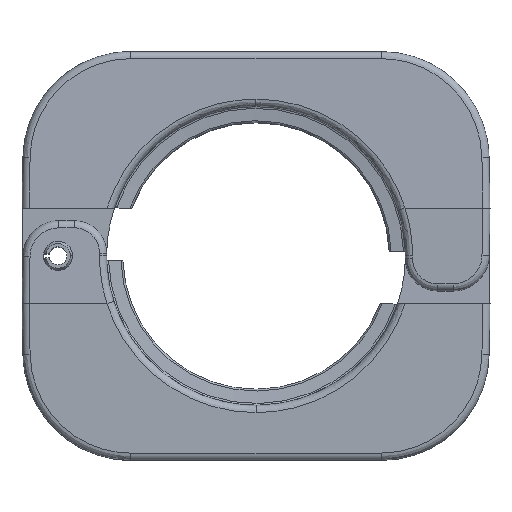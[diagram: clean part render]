
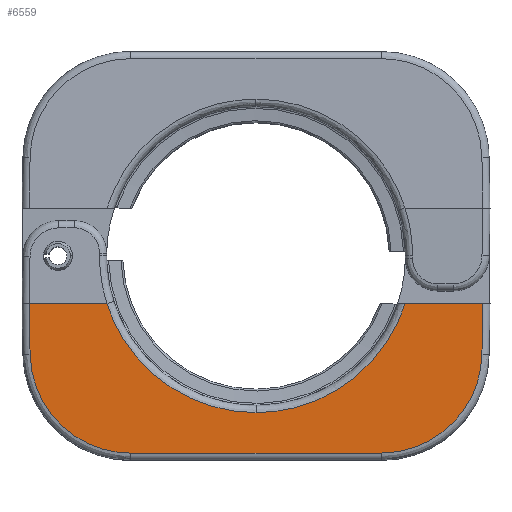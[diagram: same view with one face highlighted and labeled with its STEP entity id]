
A CAD part, top view. The second image highlights one B-rep face of the part: STEP entity #6559.
In plain terms, the highlighted planar face has unit normal (0, -0.018, 1).
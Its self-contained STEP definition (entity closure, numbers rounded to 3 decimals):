
#211 = DIRECTION ( 'NONE',  ( 1., 0., 0. ) ) ;
#892 = ORIENTED_EDGE ( 'NONE', *, *, #1666, .T. ) ;
#1103 = ORIENTED_EDGE ( 'NONE', *, *, #33436, .T. ) ;
#1211 = VECTOR ( 'NONE', #211, 1000. ) ;
#1505 = VERTEX_POINT ( 'NONE', #21786 ) ;
#1613 = CARTESIAN_POINT ( 'NONE',  ( -34.76, 1.965, 22.275 ) ) ;
#1666 = EDGE_CURVE ( 'NONE', #20932, #31793, #14616, .T. ) ;
#1760 = DIRECTION ( 'NONE',  ( 1., 0., 0. ) ) ;
#2390 = VECTOR ( 'NONE', #19731, 1000. ) ;
#2805 = EDGE_CURVE ( 'NONE', #17136, #12058, #18695, .T. ) ;
#3081 = CARTESIAN_POINT ( 'NONE',  ( 41.444, 43.5, 23. ) ) ;
#3412 = ORIENTED_EDGE ( 'NONE', *, *, #27690, .T. ) ;
#3478 = CARTESIAN_POINT ( 'NONE',  ( 62.473, 13.303, 22.473 ) ) ;
#4031 =( BOUNDED_CURVE ( )  B_SPLINE_CURVE ( 3, ( #15510, #24097, #3478, #16668 ),
 .UNSPECIFIED., .F., .F. ) 
 B_SPLINE_CURVE_WITH_KNOTS ( ( 4, 4 ),
 ( 3.142, 4.695 ),
 .UNSPECIFIED. ) 
 CURVE ( )  GEOMETRIC_REPRESENTATION_ITEM ( )  RATIONAL_B_SPLINE_CURVE ( ( 1., 0.809, 0.809, 1. ) ) 
 REPRESENTATION_ITEM ( '' )  );
#4642 = CARTESIAN_POINT ( 'NONE',  ( -34.76, 1.965, 22.275 ) ) ;
#6065 = VERTEX_POINT ( 'NONE', #31341 ) ;
#6110 = VERTEX_POINT ( 'NONE', #33239 ) ;
#6559 = ADVANCED_FACE ( 'NONE', ( #27139 ), #18726, .T. ) ;
#6711 = EDGE_CURVE ( 'NONE', #6065, #20932, #8283, .T. ) ;
#7203 = ORIENTED_EDGE ( 'NONE', *, *, #2805, .T. ) ;
#7482 = VERTEX_POINT ( 'NONE', #33046 ) ;
#7843 = EDGE_CURVE ( 'NONE', #17136, #6110, #15078, .T. ) ;
#7868 = LINE ( 'NONE', #31225, #26478 ) ;
#8283 =( BOUNDED_CURVE ( )  B_SPLINE_CURVE ( 3, ( #32736, #9209, #14982, #4642 ),
 .UNSPECIFIED., .F., .F. ) 
 B_SPLINE_CURVE_WITH_KNOTS ( ( 4, 4 ),
 ( 1.588, 3.142 ),
 .UNSPECIFIED. ) 
 CURVE ( )  GEOMETRIC_REPRESENTATION_ITEM ( )  RATIONAL_B_SPLINE_CURVE ( ( 1., 0.809, 0.809, 1. ) ) 
 REPRESENTATION_ITEM ( '' )  );
#8758 =( BOUNDED_CURVE ( )  B_SPLINE_CURVE ( 3, ( #24137, #14201, #26506, #19407 ),
 .UNSPECIFIED., .F., .F. ) 
 B_SPLINE_CURVE_WITH_KNOTS ( ( 4, 4 ),
 ( 0., 1.262 ),
 .UNSPECIFIED. ) 
 CURVE ( )  GEOMETRIC_REPRESENTATION_ITEM ( )  RATIONAL_B_SPLINE_CURVE ( ( 1., 0.872, 0.872, 1. ) ) 
 REPRESENTATION_ITEM ( '' )  );
#9209 = CARTESIAN_POINT ( 'NONE',  ( -62.473, 13.303, 22.473 ) ) ;
#9957 = ORIENTED_EDGE ( 'NONE', *, *, #31391, .T. ) ;
#12046 = DIRECTION ( 'NONE',  ( 0.017, -1., -0.017 ) ) ;
#12058 = VERTEX_POINT ( 'NONE', #23255 ) ;
#12892 = CARTESIAN_POINT ( 'NONE',  ( -33., 43.5, 23. ) ) ;
#14201 = CARTESIAN_POINT ( 'NONE',  ( -19.631, 13.215, 22.471 ) ) ;
#14330 = DIRECTION ( 'NONE',  ( 0., -0.017, 1. ) ) ;
#14616 = LINE ( 'NONE', #30333, #25350 ) ;
#14905 = EDGE_LOOP ( 'NONE', ( #30673, #7203, #24005, #3412, #1103, #29008, #892, #20410, #9957 ) ) ;
#14982 = CARTESIAN_POINT ( 'NONE',  ( -50.936, 1.965, 22.275 ) ) ;
#15078 = LINE ( 'NONE', #12892, #1211 ) ;
#15510 = CARTESIAN_POINT ( 'NONE',  ( 34.76, 1.965, 22.275 ) ) ;
#15967 = CARTESIAN_POINT ( 'NONE',  ( 41.444, 43.5, 23. ) ) ;
#16410 = VERTEX_POINT ( 'NONE', #27096 ) ;
#16668 = CARTESIAN_POINT ( 'NONE',  ( 62.756, 29.476, 22.755 ) ) ;
#17111 = LINE ( 'NONE', #19630, #29534 ) ;
#17136 = VERTEX_POINT ( 'NONE', #15967 ) ;
#17730 = CARTESIAN_POINT ( 'NONE',  ( -33., 43.5, 23. ) ) ;
#18244 = DIRECTION ( 'NONE',  ( 0.017, 1., 0.017 ) ) ;
#18695 =( BOUNDED_CURVE ( )  B_SPLINE_CURVE ( 3, ( #3081, #31318, #21015, #28623 ),
 .UNSPECIFIED., .F., .F. ) 
 B_SPLINE_CURVE_WITH_KNOTS ( ( 4, 4 ),
 ( 5.021, 6.283 ),
 .UNSPECIFIED. ) 
 CURVE ( )  GEOMETRIC_REPRESENTATION_ITEM ( )  RATIONAL_B_SPLINE_CURVE ( ( 1., 0.872, 0.872, 1. ) ) 
 REPRESENTATION_ITEM ( '' )  );
#18726 = PLANE ( 'NONE',  #18781 ) ;
#18781 = AXIS2_PLACEMENT_3D ( 'NONE', #24619, #14330, #29019 ) ;
#19407 = CARTESIAN_POINT ( 'NONE',  ( -41.444, 43.5, 23. ) ) ;
#19630 = CARTESIAN_POINT ( 'NONE',  ( -62.756, 29.511, 22.756 ) ) ;
#19731 = DIRECTION ( 'NONE',  ( -1., 0., 0. ) ) ;
#20266 = CARTESIAN_POINT ( 'NONE',  ( 34.76, 1.965, 22.275 ) ) ;
#20410 = ORIENTED_EDGE ( 'NONE', *, *, #29671, .T. ) ;
#20932 = VERTEX_POINT ( 'NONE', #1613 ) ;
#21015 = CARTESIAN_POINT ( 'NONE',  ( 19.631, 13.215, 22.471 ) ) ;
#21786 = CARTESIAN_POINT ( 'NONE',  ( -63., 43.5, 23. ) ) ;
#22623 = LINE ( 'NONE', #17730, #2390 ) ;
#23255 = CARTESIAN_POINT ( 'NONE',  ( 0., 13.215, 22.471 ) ) ;
#24005 = ORIENTED_EDGE ( 'NONE', *, *, #27620, .T. ) ;
#24097 = CARTESIAN_POINT ( 'NONE',  ( 50.936, 1.965, 22.275 ) ) ;
#24137 = CARTESIAN_POINT ( 'NONE',  ( 0., 13.215, 22.471 ) ) ;
#24619 = CARTESIAN_POINT ( 'NONE',  ( -33., 43.5, 23. ) ) ;
#25350 = VECTOR ( 'NONE', #1760, 1000. ) ;
#26478 = VECTOR ( 'NONE', #18244, 1000. ) ;
#26506 = CARTESIAN_POINT ( 'NONE',  ( -35.48, 24.797, 22.674 ) ) ;
#27096 = CARTESIAN_POINT ( 'NONE',  ( -41.444, 43.5, 23. ) ) ;
#27139 = FACE_OUTER_BOUND ( 'NONE', #14905, .T. ) ;
#27620 = EDGE_CURVE ( 'NONE', #12058, #16410, #8758, .T. ) ;
#27690 = EDGE_CURVE ( 'NONE', #16410, #1505, #22623, .T. ) ;
#28623 = CARTESIAN_POINT ( 'NONE',  ( 0., 13.215, 22.471 ) ) ;
#29008 = ORIENTED_EDGE ( 'NONE', *, *, #6711, .T. ) ;
#29019 = DIRECTION ( 'NONE',  ( 0., -1., -0.017 ) ) ;
#29534 = VECTOR ( 'NONE', #12046, 1000. ) ;
#29671 = EDGE_CURVE ( 'NONE', #31793, #7482, #4031, .T. ) ;
#30333 = CARTESIAN_POINT ( 'NONE',  ( 34.76, 1.965, 22.275 ) ) ;
#30673 = ORIENTED_EDGE ( 'NONE', *, *, #7843, .F. ) ;
#31225 = CARTESIAN_POINT ( 'NONE',  ( 63.001, 43.535, 23.001 ) ) ;
#31318 = CARTESIAN_POINT ( 'NONE',  ( 35.48, 24.797, 22.674 ) ) ;
#31341 = CARTESIAN_POINT ( 'NONE',  ( -62.756, 29.476, 22.755 ) ) ;
#31391 = EDGE_CURVE ( 'NONE', #7482, #6110, #7868, .T. ) ;
#31793 = VERTEX_POINT ( 'NONE', #20266 ) ;
#32736 = CARTESIAN_POINT ( 'NONE',  ( -62.756, 29.476, 22.755 ) ) ;
#33046 = CARTESIAN_POINT ( 'NONE',  ( 62.756, 29.476, 22.755 ) ) ;
#33239 = CARTESIAN_POINT ( 'NONE',  ( 63., 43.5, 23. ) ) ;
#33436 = EDGE_CURVE ( 'NONE', #1505, #6065, #17111, .T. ) ;
